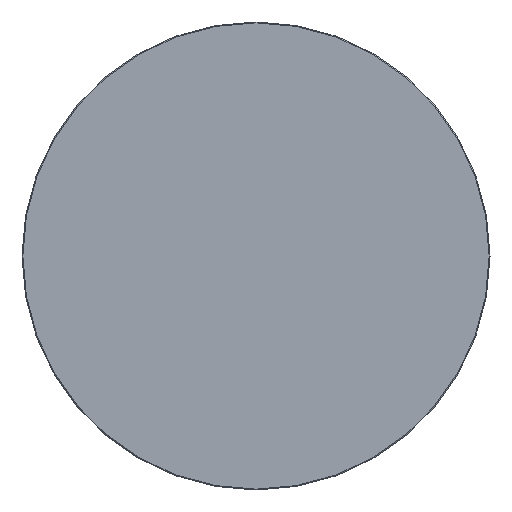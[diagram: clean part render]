
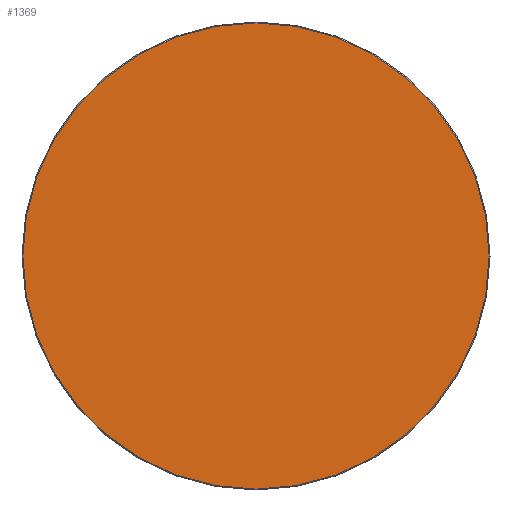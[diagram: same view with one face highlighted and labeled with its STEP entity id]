
A CAD part, left-side view. The second image highlights one B-rep face of the part: STEP entity #1369.
In plain terms, the highlighted planar face has unit normal (-1, 0, 0).
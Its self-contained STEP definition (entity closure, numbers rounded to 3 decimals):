
#39 = EDGE_CURVE ( 'NONE', #649, #1437, #275, .T. ) ;
#275 = CIRCLE ( 'NONE', #333, 79.7 ) ;
#308 = DIRECTION ( 'NONE',  ( -1., 0., 0. ) ) ;
#333 = AXIS2_PLACEMENT_3D ( 'NONE', #1480, #308, #728 ) ;
#540 = CARTESIAN_POINT ( 'NONE',  ( 0., 0., 0. ) ) ;
#559 = DIRECTION ( 'NONE',  ( -1., 0., 0. ) ) ;
#563 = CARTESIAN_POINT ( 'NONE',  ( 0., 0., -79.7 ) ) ;
#620 = CARTESIAN_POINT ( 'NONE',  ( 0., 0., 79.7 ) ) ;
#649 = VERTEX_POINT ( 'NONE', #620 ) ;
#680 = DIRECTION ( 'NONE',  ( 0., 0., -1. ) ) ;
#728 = DIRECTION ( 'NONE',  ( 0., 0., 1. ) ) ;
#825 = DIRECTION ( 'NONE',  ( 0., 0., 1. ) ) ;
#1045 = PLANE ( 'NONE',  #1610 ) ;
#1114 = CARTESIAN_POINT ( 'NONE',  ( 0., 0., 0. ) ) ;
#1163 = EDGE_LOOP ( 'NONE', ( #1418, #1810 ) ) ;
#1217 = AXIS2_PLACEMENT_3D ( 'NONE', #1114, #559, #825 ) ;
#1369 = ADVANCED_FACE ( 'NONE', ( #1552 ), #1045, .F. ) ;
#1418 = ORIENTED_EDGE ( 'NONE', *, *, #1759, .T. ) ;
#1437 = VERTEX_POINT ( 'NONE', #563 ) ;
#1480 = CARTESIAN_POINT ( 'NONE',  ( 0., 0., 0. ) ) ;
#1552 = FACE_OUTER_BOUND ( 'NONE', #1163, .T. ) ;
#1553 = DIRECTION ( 'NONE',  ( 1., 0., 0. ) ) ;
#1610 = AXIS2_PLACEMENT_3D ( 'NONE', #540, #1553, #680 ) ;
#1680 = CIRCLE ( 'NONE', #1217, 79.7 ) ;
#1759 = EDGE_CURVE ( 'NONE', #1437, #649, #1680, .T. ) ;
#1810 = ORIENTED_EDGE ( 'NONE', *, *, #39, .T. ) ;
